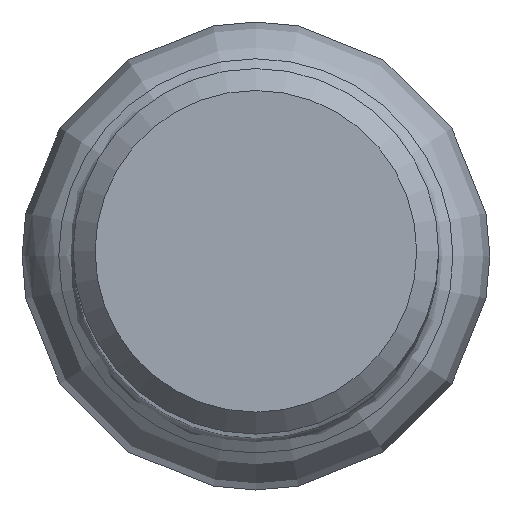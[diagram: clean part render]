
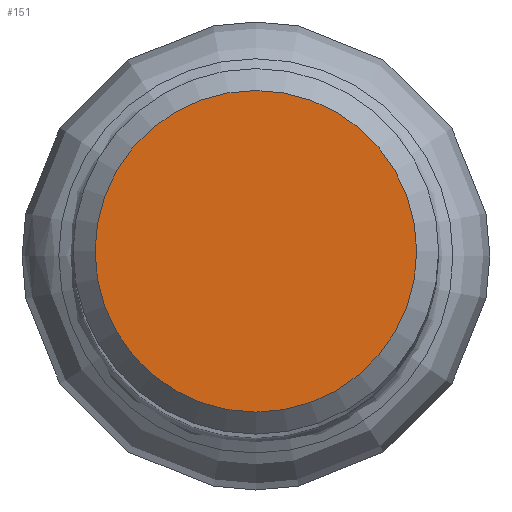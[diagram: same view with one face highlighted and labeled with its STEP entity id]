
A CAD part, top view. The second image highlights one B-rep face of the part: STEP entity #151.
In plain terms, the highlighted planar face has unit normal (0, 0, 1).
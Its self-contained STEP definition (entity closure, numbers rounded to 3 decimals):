
#151=ADVANCED_FACE('',(#172),#169,.F.);
#169=PLANE('',#382);
#172=FACE_OUTER_BOUND('',#174,.T.);
#174=EDGE_LOOP('',(#206));
#206=ORIENTED_EDGE('',*,*,#255,.T.);
#238=VERTEX_POINT('',#525);
#255=EDGE_CURVE('',#238,#238,#271,.T.);
#271=CIRCLE('',#381,10.997);
#381=AXIS2_PLACEMENT_3D('',#524,#433,#434);
#382=AXIS2_PLACEMENT_3D('',#526,#435,#436);
#433=DIRECTION('',(0.,0.,1.));
#434=DIRECTION('',(1.,0.,0.));
#435=DIRECTION('',(0.,0.,-1.));
#436=DIRECTION('',(-1.,0.,0.));
#524=CARTESIAN_POINT('',(0.,0.,0.));
#525=CARTESIAN_POINT('',(10.997,0.,0.));
#526=CARTESIAN_POINT('',(-10.997,0.,0.));
